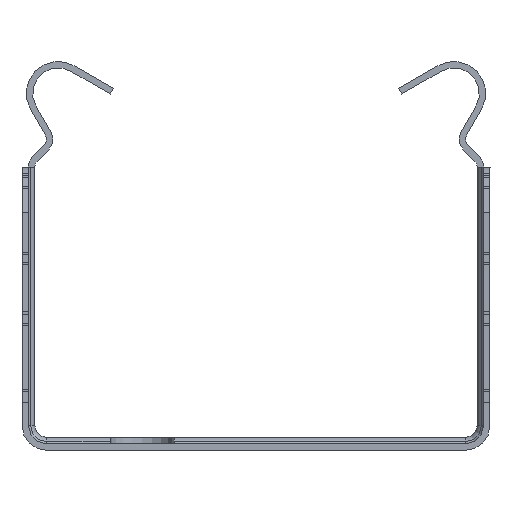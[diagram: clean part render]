
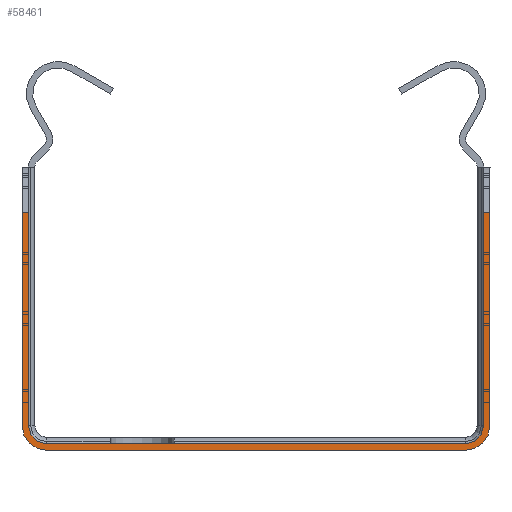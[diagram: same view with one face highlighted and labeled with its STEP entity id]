
A CAD part, front view. The second image highlights one B-rep face of the part: STEP entity #58461.
In plain terms, the highlighted planar face has unit normal (0, -1, 0).
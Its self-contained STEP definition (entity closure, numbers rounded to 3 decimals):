
#3596=CIRCLE('',#63738,2.7);
#3597=CIRCLE('',#63741,2.7);
#3655=CIRCLE('',#63884,2.);
#3656=CIRCLE('',#63886,2.);
#7814=FACE_OUTER_BOUND('',#11851,.T.);
#11851=EDGE_LOOP('',(#53883,#53884,#53885,#53886,#53887,#53888,#53889,#53890,
#53891,#53892,#53893,#53894));
#15023=LINE('',#89295,#20834);
#17483=LINE('',#96728,#23294);
#17508=LINE('',#96817,#23319);
#17512=LINE('',#96829,#23323);
#17655=LINE('',#97227,#23466);
#17656=LINE('',#97230,#23467);
#17659=LINE('',#97236,#23470);
#17662=LINE('',#97245,#23473);
#20834=VECTOR('',#72538,10.);
#23294=VECTOR('',#79994,10.);
#23319=VECTOR('',#80063,10.);
#23323=VECTOR('',#80075,10.);
#23466=VECTOR('',#80490,10.);
#23467=VECTOR('',#80493,10.);
#23470=VECTOR('',#80500,10.);
#23473=VECTOR('',#80513,10.);
#26341=VERTEX_POINT('',#89292);
#26342=VERTEX_POINT('',#89294);
#28798=VERTEX_POINT('',#96725);
#28799=VERTEX_POINT('',#96727);
#28840=VERTEX_POINT('',#96811);
#28841=VERTEX_POINT('',#96815);
#28842=VERTEX_POINT('',#96819);
#28845=VERTEX_POINT('',#96827);
#28964=VERTEX_POINT('',#97225);
#28965=VERTEX_POINT('',#97229);
#28966=VERTEX_POINT('',#97235);
#28967=VERTEX_POINT('',#97241);
#33309=EDGE_CURVE('',#26342,#26341,#15023,.T.);
#37017=EDGE_CURVE('',#28799,#28798,#17483,.T.);
#37060=EDGE_CURVE('',#28798,#28840,#3596,.T.);
#37062=EDGE_CURVE('',#28840,#28841,#17508,.T.);
#37064=EDGE_CURVE('',#28841,#28842,#3597,.T.);
#37068=EDGE_CURVE('',#28842,#28845,#17512,.T.);
#37267=EDGE_CURVE('',#28845,#28964,#17655,.T.);
#37268=EDGE_CURVE('',#28965,#28799,#17656,.T.);
#37271=EDGE_CURVE('',#28966,#28965,#17659,.T.);
#37273=EDGE_CURVE('',#26341,#28966,#3655,.T.);
#37274=EDGE_CURVE('',#28967,#26342,#3656,.T.);
#37276=EDGE_CURVE('',#28964,#28967,#17662,.T.);
#53883=ORIENTED_EDGE('',*,*,#37268,.T.);
#53884=ORIENTED_EDGE('',*,*,#37017,.T.);
#53885=ORIENTED_EDGE('',*,*,#37060,.T.);
#53886=ORIENTED_EDGE('',*,*,#37062,.T.);
#53887=ORIENTED_EDGE('',*,*,#37064,.T.);
#53888=ORIENTED_EDGE('',*,*,#37068,.T.);
#53889=ORIENTED_EDGE('',*,*,#37267,.T.);
#53890=ORIENTED_EDGE('',*,*,#37276,.T.);
#53891=ORIENTED_EDGE('',*,*,#37274,.T.);
#53892=ORIENTED_EDGE('',*,*,#33309,.T.);
#53893=ORIENTED_EDGE('',*,*,#37273,.T.);
#53894=ORIENTED_EDGE('',*,*,#37271,.T.);
#55550=PLANE('',#63888);
#58461=ADVANCED_FACE('',(#7814),#55550,.T.);
#63738=AXIS2_PLACEMENT_3D('',#96813,#80058,#80059);
#63741=AXIS2_PLACEMENT_3D('',#96821,#80067,#80068);
#63884=AXIS2_PLACEMENT_3D('',#97239,#80504,#80505);
#63886=AXIS2_PLACEMENT_3D('',#97242,#80508,#80509);
#63888=AXIS2_PLACEMENT_3D('',#97246,#80514,#80515);
#72538=DIRECTION('',(-1.,0.,0.));
#79994=DIRECTION('',(0.,0.,-1.));
#80058=DIRECTION('center_axis',(0.,-1.,0.));
#80059=DIRECTION('ref_axis',(-1.,0.,0.));
#80063=DIRECTION('',(1.,0.,0.));
#80067=DIRECTION('center_axis',(0.,-1.,0.));
#80068=DIRECTION('ref_axis',(0.,0.,
-1.));
#80075=DIRECTION('',(0.,0.,1.));
#80490=DIRECTION('',(-1.,0.,0.));
#80493=DIRECTION('',(-1.,0.,0.));
#80500=DIRECTION('',(0.,0.,1.));
#80504=DIRECTION('center_axis',(0.,1.,0.));
#80505=DIRECTION('ref_axis',(1.,0.,0.));
#80508=DIRECTION('center_axis',(0.,1.,0.));
#80509=DIRECTION('ref_axis',(0.,0.,
1.));
#80513=DIRECTION('',(0.,0.,-1.));
#80514=DIRECTION('center_axis',(0.,-1.,0.));
#80515=DIRECTION('ref_axis',(0.,0.,-1.));
#89292=CARTESIAN_POINT('',(-23.,-36.,0.));
#89294=CARTESIAN_POINT('',(23.,-36.,0.));
#89295=CARTESIAN_POINT('',(23.,-36.,0.));
#96725=CARTESIAN_POINT('',(-25.7,-36.,2.));
#96727=CARTESIAN_POINT('',(-25.7,-36.,25.387));
#96728=CARTESIAN_POINT('',(-25.7,-36.,30.387));
#96811=CARTESIAN_POINT('',(-23.,-36.,-0.7));
#96813=CARTESIAN_POINT('Origin',(-23.,-36.,2.));
#96815=CARTESIAN_POINT('',(23.,-36.,-0.7));
#96817=CARTESIAN_POINT('',(-23.,-36.,-0.7));
#96819=CARTESIAN_POINT('',(25.7,-36.,2.));
#96821=CARTESIAN_POINT('Origin',(23.,-36.,2.));
#96827=CARTESIAN_POINT('',(25.7,-36.,25.387));
#96829=CARTESIAN_POINT('',(25.7,-36.,2.));
#97225=CARTESIAN_POINT('',(25.,-36.,25.387));
#97227=CARTESIAN_POINT('',(12.5,-36.,25.387));
#97229=CARTESIAN_POINT('',(-25.,-36.,25.387));
#97230=CARTESIAN_POINT('',(12.5,-36.,25.387));
#97235=CARTESIAN_POINT('',(-25.,-36.,2.));
#97236=CARTESIAN_POINT('',(-25.,-36.,2.));
#97239=CARTESIAN_POINT('Origin',(-23.,-36.,2.));
#97241=CARTESIAN_POINT('',(25.,-36.,2.));
#97242=CARTESIAN_POINT('Origin',(23.,-36.,2.));
#97245=CARTESIAN_POINT('',(25.,-36.,30.387));
#97246=CARTESIAN_POINT('Origin',(0.,-36.,14.844));
